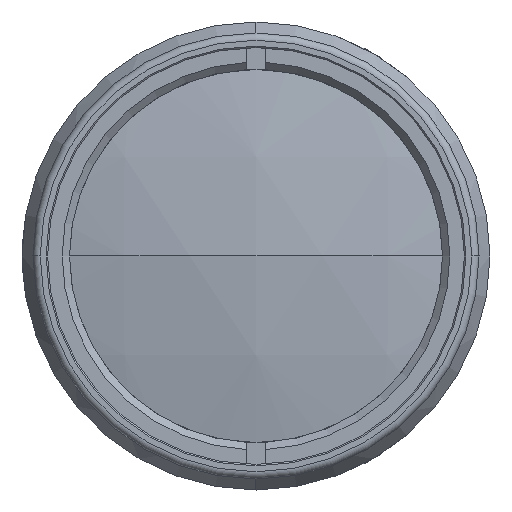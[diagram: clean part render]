
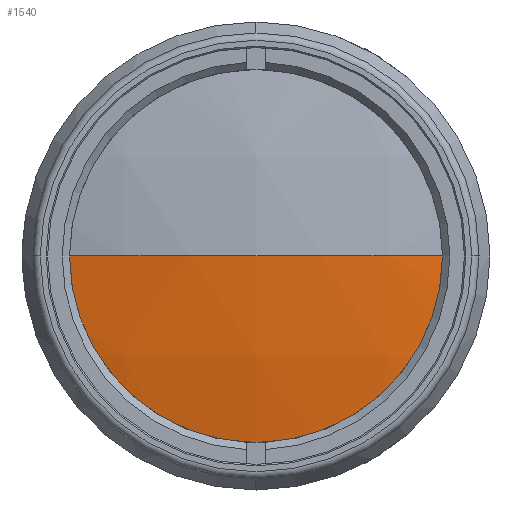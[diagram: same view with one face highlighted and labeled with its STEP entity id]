
A CAD part, left-side view. The second image highlights one B-rep face of the part: STEP entity #1540.
In plain terms, the highlighted spherical face has radius 124 mm.
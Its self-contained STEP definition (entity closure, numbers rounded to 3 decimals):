
#180 = VERTEX_POINT ( 'NONE', #3068 ) ;
#329 = DIRECTION ( 'NONE',  ( 0., 0., 1. ) ) ;
#380 = AXIS2_PLACEMENT_3D ( 'NONE', #4233, #4168, #4653 ) ;
#550 = VERTEX_POINT ( 'NONE', #1798 ) ;
#737 = CARTESIAN_POINT ( 'NONE',  ( 17.78, 0., 0. ) ) ;
#827 = CIRCLE ( 'NONE', #4065, 124. ) ;
#1033 = FACE_OUTER_BOUND ( 'NONE', #1361, .T. ) ;
#1053 = EDGE_CURVE ( 'NONE', #180, #2825, #827, .T. ) ;
#1141 = CARTESIAN_POINT ( 'NONE',  ( -106.22, 0., 0. ) ) ;
#1188 = DIRECTION ( 'NONE',  ( 0., -1., 0. ) ) ;
#1361 = EDGE_LOOP ( 'NONE', ( #1677, #5341, #4208 ) ) ;
#1387 = CIRCLE ( 'NONE', #380, 27. ) ;
#1540 = ADVANCED_FACE ( 'NONE', ( #1033 ), #2347, .T. ) ;
#1677 = ORIENTED_EDGE ( 'NONE', *, *, #5198, .T. ) ;
#1798 = CARTESIAN_POINT ( 'NONE',  ( -103.245, 27., 0. ) ) ;
#1912 = CARTESIAN_POINT ( 'NONE',  ( 17.78, 0., 0. ) ) ;
#2073 = AXIS2_PLACEMENT_3D ( 'NONE', #3786, #329, #1188 ) ;
#2310 = EDGE_CURVE ( 'NONE', #550, #2825, #4695, .T. ) ;
#2347 = SPHERICAL_SURFACE ( 'NONE', #2634, 124. ) ;
#2488 = DIRECTION ( 'NONE',  ( 0., 0., -1. ) ) ;
#2634 = AXIS2_PLACEMENT_3D ( 'NONE', #1912, #3669, #5506 ) ;
#2825 = VERTEX_POINT ( 'NONE', #1141 ) ;
#3068 = CARTESIAN_POINT ( 'NONE',  ( -103.245, -27., 0. ) ) ;
#3669 = DIRECTION ( 'NONE',  ( 0., 0., -1. ) ) ;
#3786 = CARTESIAN_POINT ( 'NONE',  ( 17.78, 0., 0. ) ) ;
#4065 = AXIS2_PLACEMENT_3D ( 'NONE', #737, #2488, #5062 ) ;
#4168 = DIRECTION ( 'NONE',  ( -1., 0., 0. ) ) ;
#4208 = ORIENTED_EDGE ( 'NONE', *, *, #2310, .F. ) ;
#4233 = CARTESIAN_POINT ( 'NONE',  ( -103.245, 0., 0. ) ) ;
#4653 = DIRECTION ( 'NONE',  ( 0., 0., 1. ) ) ;
#4695 = CIRCLE ( 'NONE', #2073, 124. ) ;
#5062 = DIRECTION ( 'NONE',  ( 0., 1., 0. ) ) ;
#5198 = EDGE_CURVE ( 'NONE', #550, #180, #1387, .T. ) ;
#5341 = ORIENTED_EDGE ( 'NONE', *, *, #1053, .T. ) ;
#5506 = DIRECTION ( 'NONE',  ( 0., 1., 0. ) ) ;
